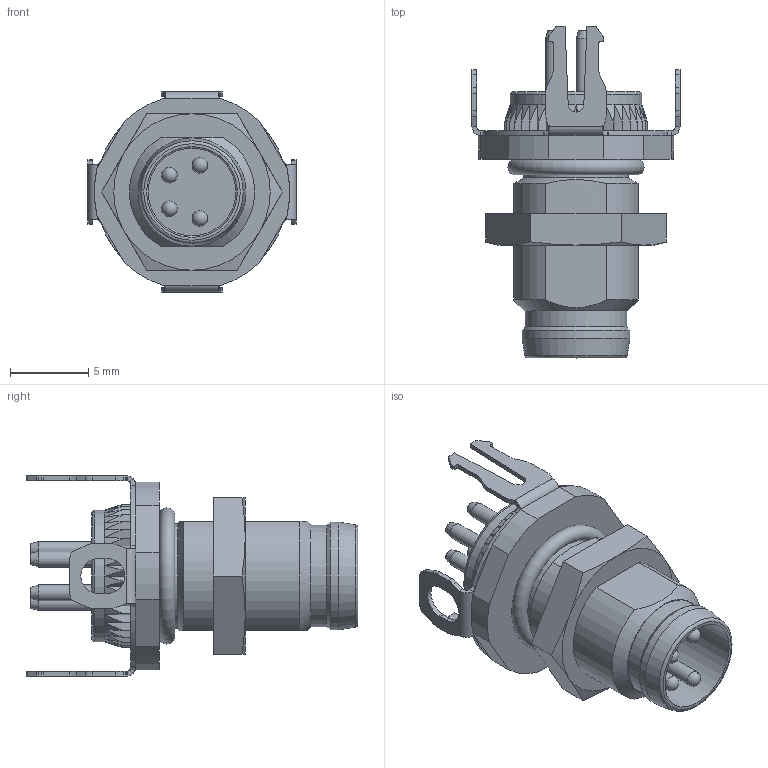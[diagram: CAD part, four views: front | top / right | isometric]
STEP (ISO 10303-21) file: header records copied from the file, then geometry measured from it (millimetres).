
FILE_DESCRIPTION(/* description */ (''),/* implementation_level */ '2;1');
FILE_NAME(/* name */ '5021511__Flanschstecker_assy_152227.stp',/* time_stamp */ '2019-01-15T08:24:37+01:00',/* author */ ('ESCHA Bauelemente GmbH'),/* organization */ ('ESCHA Bauelemente GmbH'),/* preprocessor_version */ 'ST-DEVELOPER v16',/* originating_system */ 'SIEMENS PLM Software NX 10.0',/* authorisation */ '');
FILE_SCHEMA (('AUTOMOTIVE_DESIGN { 1 0 10303 214 3 1 1 1 }'));
Length unit declared in the file: millimetre
Products named in the file (1): h.os2BB4D022czv8
Bounding box: 13.3 x 21.2 x 12.8 mm (x, y, z)
Volume: 912.8 mm3; surface area: 1207.7 mm2
Topology: 2 solids, 2 shells, 387 faces, 1088 edges, 709 vertices
Faces by surface type: plane 230, cylinder 125, cone 15, bspline 8, torus 5, sphere 4
Full cylindrical faces by diameter (mm): 1 x8, 5.8 x1, 6.5 x1, 6.7 x1, 6.9 x1, 8.4 x1
Entity records: 12440 total; most frequent: CARTESIAN_POINT 2649, ORIENTED_EDGE 2084, DIRECTION 1948, EDGE_CURVE 1042, VERTEX_POINT 699, AXIS2_PLACEMENT_3D 654, LINE 640, VECTOR 640
